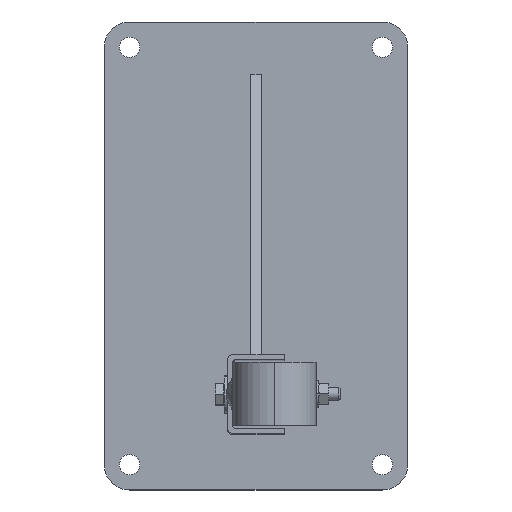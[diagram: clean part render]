
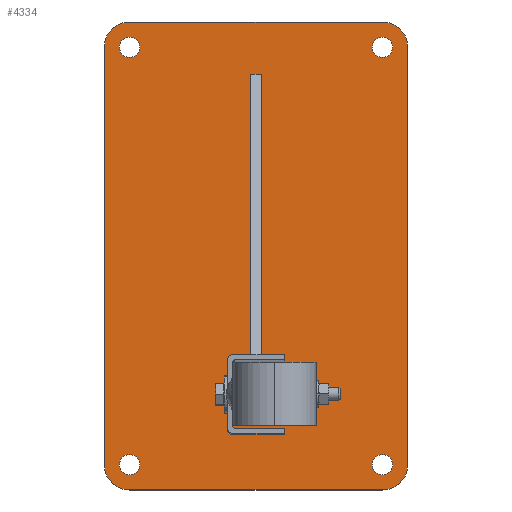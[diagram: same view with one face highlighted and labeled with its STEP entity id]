
A CAD part, top view. The second image highlights one B-rep face of the part: STEP entity #4334.
In plain terms, the highlighted planar face has unit normal (0, 0, 1).
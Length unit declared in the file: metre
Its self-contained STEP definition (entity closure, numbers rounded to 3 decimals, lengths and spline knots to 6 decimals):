
#131 = CARTESIAN_POINT ( 'NONE',  ( -0.092, 0.165, 0.008 ) ) ;
#202 = VERTEX_POINT ( 'NONE', #1600 ) ;
#238 = ORIENTED_EDGE ( 'NONE', *, *, #1018, .T. ) ;
#334 = FACE_BOUND ( 'NONE', #6075, .T. ) ;
#355 = ORIENTED_EDGE ( 'NONE', *, *, #3345, .T. ) ;
#518 = CIRCLE ( 'NONE', #2748, 0.008 ) ;
#541 = LINE ( 'NONE', #4310, #5871 ) ;
#567 = AXIS2_PLACEMENT_3D ( 'NONE', #862, #1513, #824 ) ;
#598 = ORIENTED_EDGE ( 'NONE', *, *, #6080, .F. ) ;
#644 = ORIENTED_EDGE ( 'NONE', *, *, #7426, .T. ) ;
#650 = VERTEX_POINT ( 'NONE', #1745 ) ;
#694 = VECTOR ( 'NONE', #4701, 1. ) ;
#772 = VERTEX_POINT ( 'NONE', #3049 ) ;
#776 = DIRECTION ( 'NONE',  ( -1., 0., 0. ) ) ;
#789 = FACE_BOUND ( 'NONE', #5473, .T. ) ;
#790 = AXIS2_PLACEMENT_3D ( 'NONE', #7755, #2079, #2686 ) ;
#796 = CARTESIAN_POINT ( 'NONE',  ( 0.1, -0.165, 0.008 ) ) ;
#824 = DIRECTION ( 'NONE',  ( -1., 0., 0. ) ) ;
#862 = CARTESIAN_POINT ( 'NONE',  ( 0.1, -0.165, 0.008 ) ) ;
#961 = VERTEX_POINT ( 'NONE', #1895 ) ;
#1018 = EDGE_CURVE ( 'NONE', #5780, #5487, #6485, .T. ) ;
#1157 = DIRECTION ( 'NONE',  ( 0., 0., -1. ) ) ;
#1252 = CARTESIAN_POINT ( 'NONE',  ( -0.108, 0.165, 0.008 ) ) ;
#1298 = CARTESIAN_POINT ( 'NONE',  ( -0.12, 0.185, 0.008 ) ) ;
#1336 = EDGE_CURVE ( 'NONE', #961, #5996, #1917, .T. ) ;
#1444 = PLANE ( 'NONE',  #3553 ) ;
#1513 = DIRECTION ( 'NONE',  ( 0., 0., -1. ) ) ;
#1520 = FACE_BOUND ( 'NONE', #3010, .T. ) ;
#1600 = CARTESIAN_POINT ( 'NONE',  ( 0.108, 0.165, 0.008 ) ) ;
#1646 = CARTESIAN_POINT ( 'NONE',  ( 0.1, 0.165, 0.008 ) ) ;
#1745 = CARTESIAN_POINT ( 'NONE',  ( 0.092, -0.165, 0.008 ) ) ;
#1763 = ORIENTED_EDGE ( 'NONE', *, *, #6756, .T. ) ;
#1828 = CIRCLE ( 'NONE', #5482, 0.008 ) ;
#1837 = CIRCLE ( 'NONE', #790, 0.02 ) ;
#1843 = AXIS2_PLACEMENT_3D ( 'NONE', #2943, #2317, #7299 ) ;
#1877 = AXIS2_PLACEMENT_3D ( 'NONE', #6638, #7216, #5990 ) ;
#1886 = EDGE_LOOP ( 'NONE', ( #598, #5595, #4291, #238, #7168, #644, #3764, #4685 ) ) ;
#1895 = CARTESIAN_POINT ( 'NONE',  ( -0.12, -0.165, 0.008 ) ) ;
#1917 = LINE ( 'NONE', #1298, #5580 ) ;
#1939 = CARTESIAN_POINT ( 'NONE',  ( 0.1, -0.185, 0.008 ) ) ;
#2029 = CARTESIAN_POINT ( 'NONE',  ( -0.1, 0.165, 0.008 ) ) ;
#2079 = DIRECTION ( 'NONE',  ( 0., 0., 1. ) ) ;
#2113 = CIRCLE ( 'NONE', #1843, 0.02 ) ;
#2137 = CARTESIAN_POINT ( 'NONE',  ( 0.12, -0.165, 0.008 ) ) ;
#2317 = DIRECTION ( 'NONE',  ( 0., 0., 1. ) ) ;
#2353 = CARTESIAN_POINT ( 'NONE',  ( 0.1, -0.165, 0.008 ) ) ;
#2516 = DIRECTION ( 'NONE',  ( 0., 0., -1. ) ) ;
#2528 = CIRCLE ( 'NONE', #1877, 0.008 ) ;
#2675 = FACE_OUTER_BOUND ( 'NONE', #1886, .T. ) ;
#2683 = CARTESIAN_POINT ( 'NONE',  ( 0.108, -0.165, 0.008 ) ) ;
#2686 = DIRECTION ( 'NONE',  ( -1., 0., 0. ) ) ;
#2748 = AXIS2_PLACEMENT_3D ( 'NONE', #4352, #6861, #4924 ) ;
#2758 = FACE_BOUND ( 'NONE', #4927, .T. ) ;
#2943 = CARTESIAN_POINT ( 'NONE',  ( -0.1, -0.165, 0.008 ) ) ;
#2996 = EDGE_CURVE ( 'NONE', #5780, #3564, #6598, .T. ) ;
#3010 = EDGE_LOOP ( 'NONE', ( #355, #6168 ) ) ;
#3018 = EDGE_CURVE ( 'NONE', #650, #6404, #4704, .T. ) ;
#3049 = CARTESIAN_POINT ( 'NONE',  ( -0.1, 0.185, 0.008 ) ) ;
#3083 = VERTEX_POINT ( 'NONE', #1939 ) ;
#3140 = AXIS2_PLACEMENT_3D ( 'NONE', #2353, #1157, #7292 ) ;
#3172 = CIRCLE ( 'NONE', #4086, 0.02 ) ;
#3191 = VERTEX_POINT ( 'NONE', #3908 ) ;
#3345 = EDGE_CURVE ( 'NONE', #6100, #202, #1828, .T. ) ;
#3454 = EDGE_CURVE ( 'NONE', #3191, #7061, #518, .T. ) ;
#3531 = EDGE_CURVE ( 'NONE', #772, #5487, #541, .T. ) ;
#3553 = AXIS2_PLACEMENT_3D ( 'NONE', #7043, #3952, #7126 ) ;
#3564 = VERTEX_POINT ( 'NONE', #2137 ) ;
#3764 = ORIENTED_EDGE ( 'NONE', *, *, #1336, .F. ) ;
#3805 = ORIENTED_EDGE ( 'NONE', *, *, #3018, .T. ) ;
#3887 = AXIS2_PLACEMENT_3D ( 'NONE', #5239, #7077, #776 ) ;
#3908 = CARTESIAN_POINT ( 'NONE',  ( -0.108, -0.165, 0.008 ) ) ;
#3913 = DIRECTION ( 'NONE',  ( -1., 0., 0. ) ) ;
#3952 = DIRECTION ( 'NONE',  ( 0., 0., -1. ) ) ;
#4086 = AXIS2_PLACEMENT_3D ( 'NONE', #796, #4481, #3913 ) ;
#4107 = CIRCLE ( 'NONE', #567, 0.008 ) ;
#4154 = ORIENTED_EDGE ( 'NONE', *, *, #3454, .T. ) ;
#4238 = CARTESIAN_POINT ( 'NONE',  ( 0.12, 0.185, 0.008 ) ) ;
#4269 = VERTEX_POINT ( 'NONE', #131 ) ;
#4280 = CARTESIAN_POINT ( 'NONE',  ( 0.1, 0.165, 0.008 ) ) ;
#4289 = EDGE_CURVE ( 'NONE', #4742, #4269, #6915, .T. ) ;
#4291 = ORIENTED_EDGE ( 'NONE', *, *, #2996, .F. ) ;
#4310 = CARTESIAN_POINT ( 'NONE',  ( 0.12, 0.185, 0.008 ) ) ;
#4334 = ADVANCED_FACE ( 'NONE', ( #2758, #789, #334, #1520, #2675 ), #1444, .F. ) ;
#4352 = CARTESIAN_POINT ( 'NONE',  ( -0.1, -0.165, 0.008 ) ) ;
#4398 = DIRECTION ( 'NONE',  ( -1., 0., 0. ) ) ;
#4468 = LINE ( 'NONE', #6945, #694 ) ;
#4481 = DIRECTION ( 'NONE',  ( 0., 0., 1. ) ) ;
#4593 = CIRCLE ( 'NONE', #4986, 0.008 ) ;
#4685 = ORIENTED_EDGE ( 'NONE', *, *, #7661, .T. ) ;
#4701 = DIRECTION ( 'NONE',  ( -1., 0., 0. ) ) ;
#4704 = CIRCLE ( 'NONE', #3140, 0.008 ) ;
#4742 = VERTEX_POINT ( 'NONE', #1252 ) ;
#4924 = DIRECTION ( 'NONE',  ( -1., 0., 0. ) ) ;
#4927 = EDGE_LOOP ( 'NONE', ( #3805, #5514 ) ) ;
#4986 = AXIS2_PLACEMENT_3D ( 'NONE', #4280, #2516, #4398 ) ;
#5239 = CARTESIAN_POINT ( 'NONE',  ( 0.1, 0.165, 0.008 ) ) ;
#5358 = DIRECTION ( 'NONE',  ( 0., 0., -1. ) ) ;
#5458 = DIRECTION ( 'NONE',  ( 0., -1., 0. ) ) ;
#5473 = EDGE_LOOP ( 'NONE', ( #4154, #1763 ) ) ;
#5482 = AXIS2_PLACEMENT_3D ( 'NONE', #1646, #6627, #7942 ) ;
#5487 = VERTEX_POINT ( 'NONE', #7336 ) ;
#5514 = ORIENTED_EDGE ( 'NONE', *, *, #6658, .T. ) ;
#5580 = VECTOR ( 'NONE', #6165, 1. ) ;
#5595 = ORIENTED_EDGE ( 'NONE', *, *, #7920, .T. ) ;
#5780 = VERTEX_POINT ( 'NONE', #7283 ) ;
#5844 = CARTESIAN_POINT ( 'NONE',  ( -0.092, -0.165, 0.008 ) ) ;
#5871 = VECTOR ( 'NONE', #6784, 1. ) ;
#5950 = CARTESIAN_POINT ( 'NONE',  ( -0.1, -0.185, 0.008 ) ) ;
#5990 = DIRECTION ( 'NONE',  ( -1., 0., 0. ) ) ;
#5996 = VERTEX_POINT ( 'NONE', #6374 ) ;
#6012 = AXIS2_PLACEMENT_3D ( 'NONE', #2029, #7498, #6508 ) ;
#6075 = EDGE_LOOP ( 'NONE', ( #7581, #7408 ) ) ;
#6080 = EDGE_CURVE ( 'NONE', #3083, #7567, #4468, .T. ) ;
#6100 = VERTEX_POINT ( 'NONE', #6336 ) ;
#6165 = DIRECTION ( 'NONE',  ( 0., 1., 0. ) ) ;
#6168 = ORIENTED_EDGE ( 'NONE', *, *, #7719, .T. ) ;
#6245 = VECTOR ( 'NONE', #5458, 1. ) ;
#6336 = CARTESIAN_POINT ( 'NONE',  ( 0.092, 0.165, 0.008 ) ) ;
#6374 = CARTESIAN_POINT ( 'NONE',  ( -0.12, 0.165, 0.008 ) ) ;
#6404 = VERTEX_POINT ( 'NONE', #2683 ) ;
#6485 = CIRCLE ( 'NONE', #3887, 0.02 ) ;
#6508 = DIRECTION ( 'NONE',  ( -1., 0., 0. ) ) ;
#6520 = EDGE_CURVE ( 'NONE', #4269, #4742, #2528, .T. ) ;
#6598 = LINE ( 'NONE', #4238, #6245 ) ;
#6627 = DIRECTION ( 'NONE',  ( 0., 0., -1. ) ) ;
#6638 = CARTESIAN_POINT ( 'NONE',  ( -0.1, 0.165, 0.008 ) ) ;
#6658 = EDGE_CURVE ( 'NONE', #6404, #650, #4107, .T. ) ;
#6756 = EDGE_CURVE ( 'NONE', #7061, #3191, #6833, .T. ) ;
#6784 = DIRECTION ( 'NONE',  ( 1., 0., 0. ) ) ;
#6833 = CIRCLE ( 'NONE', #7889, 0.008 ) ;
#6861 = DIRECTION ( 'NONE',  ( 0., 0., -1. ) ) ;
#6915 = CIRCLE ( 'NONE', #6012, 0.008 ) ;
#6945 = CARTESIAN_POINT ( 'NONE',  ( 0.12, -0.185, 0.008 ) ) ;
#7043 = CARTESIAN_POINT ( 'NONE',  ( 0., 0., 0.008 ) ) ;
#7061 = VERTEX_POINT ( 'NONE', #5844 ) ;
#7077 = DIRECTION ( 'NONE',  ( 0., 0., 1. ) ) ;
#7126 = DIRECTION ( 'NONE',  ( -1., 0., 0. ) ) ;
#7168 = ORIENTED_EDGE ( 'NONE', *, *, #3531, .F. ) ;
#7201 = CARTESIAN_POINT ( 'NONE',  ( -0.1, -0.165, 0.008 ) ) ;
#7216 = DIRECTION ( 'NONE',  ( 0., 0., -1. ) ) ;
#7276 = DIRECTION ( 'NONE',  ( -1., 0., 0. ) ) ;
#7283 = CARTESIAN_POINT ( 'NONE',  ( 0.12, 0.165, 0.008 ) ) ;
#7292 = DIRECTION ( 'NONE',  ( -1., 0., 0. ) ) ;
#7299 = DIRECTION ( 'NONE',  ( -1., 0., 0. ) ) ;
#7336 = CARTESIAN_POINT ( 'NONE',  ( 0.1, 0.185, 0.008 ) ) ;
#7408 = ORIENTED_EDGE ( 'NONE', *, *, #6520, .T. ) ;
#7426 = EDGE_CURVE ( 'NONE', #772, #5996, #1837, .T. ) ;
#7498 = DIRECTION ( 'NONE',  ( 0., 0., -1. ) ) ;
#7567 = VERTEX_POINT ( 'NONE', #5950 ) ;
#7581 = ORIENTED_EDGE ( 'NONE', *, *, #4289, .T. ) ;
#7661 = EDGE_CURVE ( 'NONE', #961, #7567, #2113, .T. ) ;
#7719 = EDGE_CURVE ( 'NONE', #202, #6100, #4593, .T. ) ;
#7755 = CARTESIAN_POINT ( 'NONE',  ( -0.1, 0.165, 0.008 ) ) ;
#7889 = AXIS2_PLACEMENT_3D ( 'NONE', #7201, #5358, #7276 ) ;
#7920 = EDGE_CURVE ( 'NONE', #3083, #3564, #3172, .T. ) ;
#7942 = DIRECTION ( 'NONE',  ( -1., 0., 0. ) ) ;
